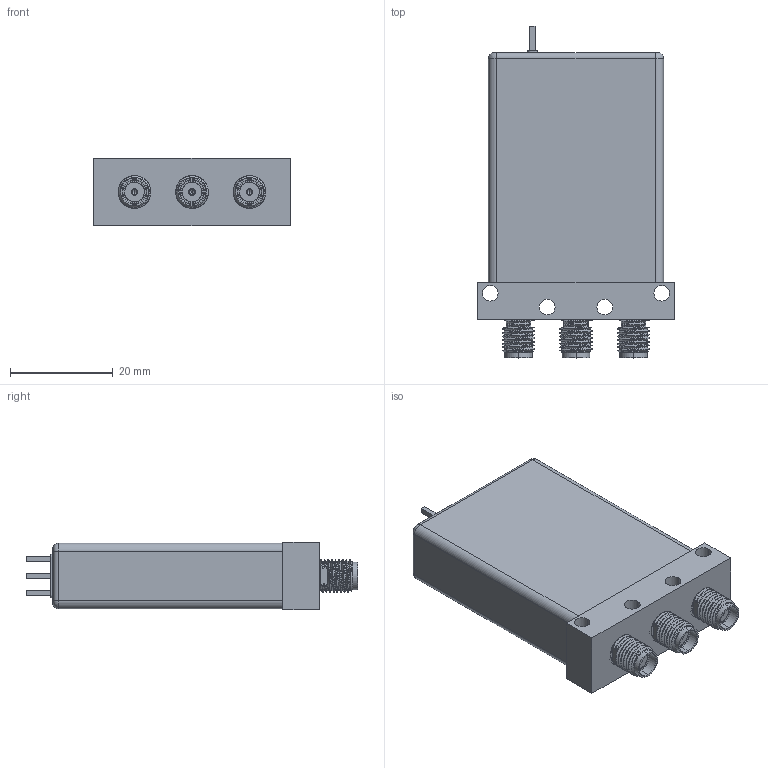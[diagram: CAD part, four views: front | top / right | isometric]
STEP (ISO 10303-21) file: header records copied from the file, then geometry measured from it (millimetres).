
FILE_DESCRIPTION (( 'STEP AP203' ), '1' );
FILE_NAME ('PE71S6477_3D.STEP', '2022-05-04T17:39:51', ( '' ), ( '' ), 'SwSTEP 2.0', 'SolidWorks 2021', '' );
FILE_SCHEMA (( 'CONFIG_CONTROL_DESIGN' ));
Length unit declared in the file: inch
Products named in the file (7): A12029003-e360^A12-LAMA0S Rev.1(2)_PE71S6477; 1.76+TREMINAL BLOCK^A12-LAMA0S Rev.1(2)_PE71S6477; A12021Y01-e360_-002^A12-LAMA0S Rev.1(2)_PE71S6477; PE71S6477_3D; R040022-e360_3PIN^1.76+TREMINAL BLOCK_A12-LAMA0S Rev.1(2)_PE71S6477; A12061001A-e360^1.76+TREMINAL BLOCK_A12-LAMA0S Rev.1(2)_PE71S6477; A12-LAMA0S Rev.1(2)^PE71S6477
Assembly tree (8 placements, depth 4):
  PE71S6477_3D
    A12-LAMA0S Rev.1(2)^PE71S6477
      1.76+TREMINAL BLOCK^A12-LAMA0S Rev.1(2)_PE71S6477
        A12061001A-e360^1.76+TREMINAL BLOCK_A12-LAMA0S Rev.1(2)_PE71S6477
        R040022-e360_3PIN^1.76+TREMINAL BLOCK_A12-LAMA0S Rev.1(2)_PE71S6477
      A12021Y01-e360_-002^A12-LAMA0S Rev.1(2)_PE71S6477
      A12029003-e360^A12-LAMA0S Rev.1(2)_PE71S6477  x3
Bounding box: 38.1 x 64.52 x 13.21 mm (x, y, z)
Volume: 6336.8 mm3; surface area: 13275.4 mm2
Topology: 15 solids, 21 shells, 842 faces, 2200 edges, 1432 vertices
Faces by surface type: plane 402, cylinder 217, bspline 149, cone 48, torus 26
Entity records: 31895 total; most frequent: CARTESIAN_POINT 16360, ORIENTED_EDGE 3296, DIRECTION 2596, EDGE_CURVE 1648, VECTOR 1104, LINE 1104, VERTEX_POINT 1084, AXIS2_PLACEMENT_3D 746
